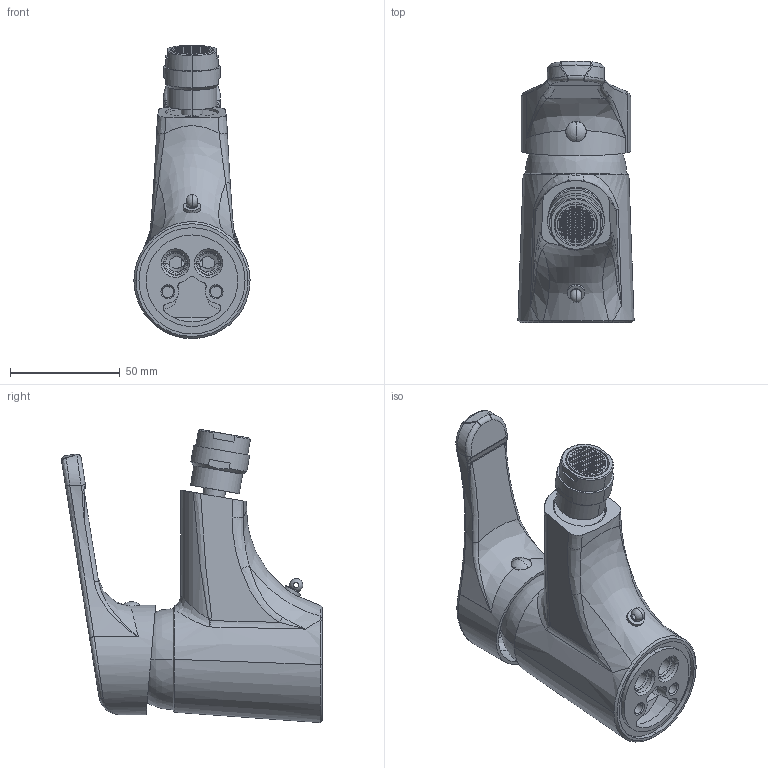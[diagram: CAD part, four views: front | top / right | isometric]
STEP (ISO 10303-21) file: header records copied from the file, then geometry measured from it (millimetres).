
FILE_DESCRIPTION((''),'2;1');
FILE_NAME('NT131CR','2021-11-10T11:58:54',('ut3'),('PAFFONI SpA'),'CREO PARAMETRIC BY PTC INC, 2020044','CREO PARAMETRIC BY PTC INC, 2020044','');
FILE_SCHEMA(('CONFIG_CONTROL_DESIGN','SHAPE_APPEARANCE_LAYERS_GROUPS'));
Products named in the file (1): NT131CR
Bounding box: 52.85 x 118.74 x 133.43 mm (x, y, z)
Volume: 158708.7 mm3; surface area: 88817.6 mm2
Topology: 2 solids, 2 shells, 2753 faces, 7925 edges, 5137 vertices
Faces by surface type: plane 2010, cylinder 395, bspline 120, torus 119, cone 77, sphere 28, extrusion 4
Entity records: 113908 total; most frequent: CARTESIAN_POINT 30777, ORIENTED_EDGE 15804, DIRECTION 14547, EDGE_CURVE 7902, VERTEX_POINT 5137, VECTOR 5025, LINE 5021, AXIS2_PLACEMENT_3D 4761
